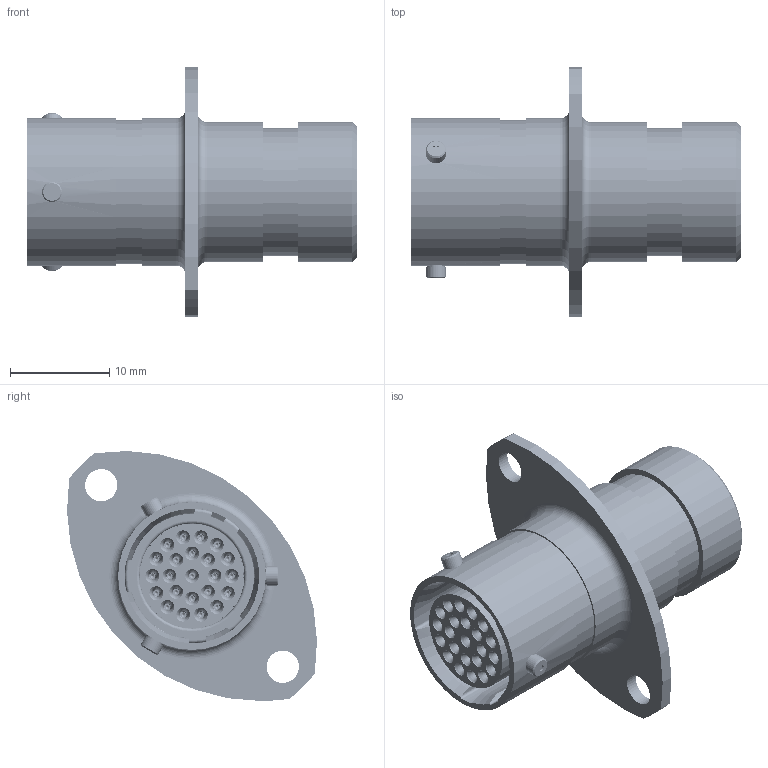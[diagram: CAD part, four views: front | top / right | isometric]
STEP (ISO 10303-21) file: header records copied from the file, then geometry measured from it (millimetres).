
FILE_DESCRIPTION (( 'STEP AP214' ), '1' );
FILE_NAME ('ASDD010-23SN.STEP', '2017-07-03T12:51:45', ( '' ), ( '' ), 'SwSTEP 2.0', 'SolidWorks 2015', '' );
FILE_SCHEMA (( 'AUTOMOTIVE_DESIGN' ));
Length unit declared in the file: inch
Products named in the file (1): ASDD010-23SN
Bounding box: 33.31 x 25.2 x 25.21 mm (x, y, z)
Volume: 4230.3 mm3; surface area: 9419.1 mm2
Topology: 28 solids, 31 shells, 3062 faces, 6621 edges, 3796 vertices
Faces by surface type: cylinder 1122, torus 760, plane 618, cone 440, bspline 110, sphere 12
Entity records: 124122 total; most frequent: CARTESIAN_POINT 16423, DIRECTION 16195, ORIENTED_EDGE 13138, AXIS2_PLACEMENT_3D 6952, EDGE_CURVE 6569, CIRCLE 3999, VERTEX_POINT 3796, EDGE_LOOP 3437
